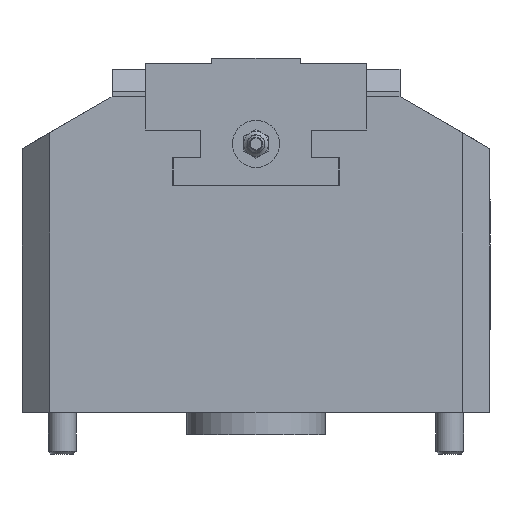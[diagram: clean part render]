
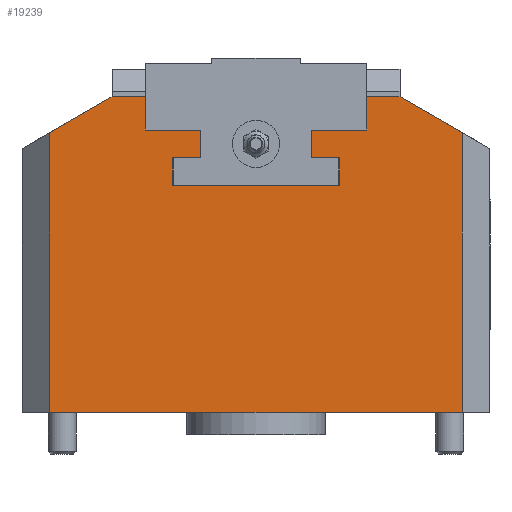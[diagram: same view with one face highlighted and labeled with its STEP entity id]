
A CAD part, front view. The second image highlights one B-rep face of the part: STEP entity #19239.
In plain terms, the highlighted planar face has unit normal (0, -1, 0).
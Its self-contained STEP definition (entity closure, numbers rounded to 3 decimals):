
#405=CARTESIAN_POINT('',(-20.,-125.0,39.));
#406=VERTEX_POINT('',#405);
#407=CARTESIAN_POINT('',(-40.0,-125.,39.));
#408=VERTEX_POINT('',#407);
#409=CARTESIAN_POINT('',(-20.,-125.,39.));
#410=DIRECTION('',(-1.0,0.0,0.0));
#411=VECTOR('',#410,20.0);
#412=LINE('',#409,#411);
#413=EDGE_CURVE('',#406,#408,#412,.T.);
#461=CARTESIAN_POINT('',(40.0,-125.0,51.));
#462=VERTEX_POINT('',#461);
#463=CARTESIAN_POINT('',(40.,-125.0,39.));
#464=VERTEX_POINT('',#463);
#465=CARTESIAN_POINT('',(40.0,-125.0,51.));
#466=DIRECTION('',(0.0,0.0,-1.0));
#467=VECTOR('',#466,12.0);
#468=LINE('',#465,#467);
#469=EDGE_CURVE('',#462,#464,#468,.T.);
#549=CARTESIAN_POINT('',(-20.0,-125.0,29.));
#550=VERTEX_POINT('',#549);
#559=CARTESIAN_POINT('',(-29.95,-125.0,29.));
#560=VERTEX_POINT('',#559);
#561=CARTESIAN_POINT('',(-29.95,-125.,29.));
#562=DIRECTION('',(1.0,0.0,0.0));
#563=VECTOR('',#562,9.95);
#564=LINE('',#561,#563);
#565=EDGE_CURVE('',#560,#550,#564,.T.);
#1743=CARTESIAN_POINT('',(-40.,-125.,51.));
#1744=VERTEX_POINT('',#1743);
#1745=CARTESIAN_POINT('',(-40.,-125.0,39.));
#1746=DIRECTION('',(0.0,0.0,1.0));
#1747=VECTOR('',#1746,12.);
#1748=LINE('',#1745,#1747);
#1749=EDGE_CURVE('',#408,#1744,#1748,.T.);
#1810=CARTESIAN_POINT('',(-29.95,-125.0,19.));
#1811=VERTEX_POINT('',#1810);
#1847=CARTESIAN_POINT('',(29.95,-125.0,19.));
#1848=VERTEX_POINT('',#1847);
#1849=CARTESIAN_POINT('',(29.95,-125.0,19.));
#1850=DIRECTION('',(-1.0,0.0,0.0));
#1851=VECTOR('',#1850,59.9);
#1852=LINE('',#1849,#1851);
#1853=EDGE_CURVE('',#1848,#1811,#1852,.T.);
#1888=CARTESIAN_POINT('',(29.95,-125.0,29.));
#1889=VERTEX_POINT('',#1888);
#1925=CARTESIAN_POINT('',(20.0,-125.0,29.));
#1926=VERTEX_POINT('',#1925);
#1958=CARTESIAN_POINT('',(20.,-125.0,29.));
#1959=DIRECTION('',(1.0,0.0,0.0));
#1960=VECTOR('',#1959,9.95);
#1961=LINE('',#1958,#1960);
#1962=EDGE_CURVE('',#1926,#1889,#1961,.T.);
#2003=CARTESIAN_POINT('',(20.0,-125.0,39.));
#2004=VERTEX_POINT('',#2003);
#2005=CARTESIAN_POINT('',(40.,-125.,39.));
#2006=DIRECTION('',(-1.0,0.0,0.0));
#2007=VECTOR('',#2006,20.);
#2008=LINE('',#2005,#2007);
#2009=EDGE_CURVE('',#464,#2004,#2008,.T.);
#2897=CARTESIAN_POINT('',(-30.0,-125.0,29.));
#2898=VERTEX_POINT('',#2897);
#2899=CARTESIAN_POINT('',(-30.,-125.,29.));
#2900=DIRECTION('',(1.0,0.0,0.0));
#2901=VECTOR('',#2900,0.05);
#2902=LINE('',#2899,#2901);
#2903=EDGE_CURVE('',#2898,#560,#2902,.T.);
#3542=CARTESIAN_POINT('',(-52.,-125.0,51.));
#3543=VERTEX_POINT('',#3542);
#3550=CARTESIAN_POINT('',(-52.,-125.,51.));
#3551=DIRECTION('',(1.0,0.0,0.0));
#3552=VECTOR('',#3551,12.0);
#3553=LINE('',#3550,#3552);
#3554=EDGE_CURVE('',#3543,#1744,#3553,.T.);
#3559=CARTESIAN_POINT('',(52.,-125.,51.));
#3560=VERTEX_POINT('',#3559);
#3561=CARTESIAN_POINT('',(40.0,-125.0,51.));
#3562=DIRECTION('',(1.0,0.0,0.0));
#3563=VECTOR('',#3562,12.);
#3564=LINE('',#3561,#3563);
#3565=EDGE_CURVE('',#462,#3560,#3564,.T.);
#18334=CARTESIAN_POINT('',(74.5,-125.,-63.0));
#18335=VERTEX_POINT('',#18334);
#18342=CARTESIAN_POINT('',(-74.5,-125.,-63.0));
#18343=VERTEX_POINT('',#18342);
#18344=CARTESIAN_POINT('',(-74.5,-125.,-63.0));
#18345=DIRECTION('',(1.0,0.0,0.0));
#18346=VECTOR('',#18345,149.);
#18347=LINE('',#18344,#18346);
#18348=EDGE_CURVE('',#18343,#18335,#18347,.T.);
#19145=CARTESIAN_POINT('',(107.703,-125.,51.));
#19146=DIRECTION('',(0.0,1.0,0.0));
#19147=DIRECTION('',(0.0,0.0,1.0));
#19148=AXIS2_PLACEMENT_3D('',#19145,#19146,#19147);
#19149=PLANE('',#19148);
#19150=CARTESIAN_POINT('',(74.5,-125.,38.01));
#19151=VERTEX_POINT('',#19150);
#19152=CARTESIAN_POINT('',(74.5,-125.,38.01));
#19153=DIRECTION('',(0.0,0.0,-1.0));
#19154=VECTOR('',#19153,101.01);
#19155=LINE('',#19152,#19154);
#19156=EDGE_CURVE('',#19151,#18335,#19155,.T.);
#19157=ORIENTED_EDGE('',*,*,#19156,.F.);
#19158=CARTESIAN_POINT('',(74.5,-125.,38.01));
#19159=DIRECTION('',(-0.866,0.0,0.5));
#19160=VECTOR('',#19159,25.981);
#19161=LINE('',#19158,#19160);
#19162=EDGE_CURVE('',#19151,#3560,#19161,.T.);
#19163=ORIENTED_EDGE('',*,*,#19162,.T.);
#19164=ORIENTED_EDGE('',*,*,#3565,.F.);
#19165=ORIENTED_EDGE('',*,*,#469,.T.);
#19166=ORIENTED_EDGE('',*,*,#2009,.T.);
#19167=CARTESIAN_POINT('',(20.0,-125.0,39.));
#19168=DIRECTION('',(0.0,0.0,-1.0));
#19169=VECTOR('',#19168,10.);
#19170=LINE('',#19167,#19169);
#19171=EDGE_CURVE('',#2004,#1926,#19170,.T.);
#19172=ORIENTED_EDGE('',*,*,#19171,.T.);
#19173=ORIENTED_EDGE('',*,*,#1962,.T.);
#19174=CARTESIAN_POINT('',(30.0,-125.0,29.));
#19175=VERTEX_POINT('',#19174);
#19176=CARTESIAN_POINT('',(29.95,-125.,29.));
#19177=DIRECTION('',(1.0,0.0,0.0));
#19178=VECTOR('',#19177,0.05);
#19179=LINE('',#19176,#19178);
#19180=EDGE_CURVE('',#1889,#19175,#19179,.T.);
#19181=ORIENTED_EDGE('',*,*,#19180,.T.);
#19182=CARTESIAN_POINT('',(30.,-125.0,19.));
#19183=VERTEX_POINT('',#19182);
#19184=CARTESIAN_POINT('',(30.,-125.0,29.));
#19185=DIRECTION('',(0.0,0.0,-1.0));
#19186=VECTOR('',#19185,10.0);
#19187=LINE('',#19184,#19186);
#19188=EDGE_CURVE('',#19175,#19183,#19187,.T.);
#19189=ORIENTED_EDGE('',*,*,#19188,.T.);
#19190=CARTESIAN_POINT('',(30.,-125.0,19.));
#19191=DIRECTION('',(-1.0,0.0,0.0));
#19192=VECTOR('',#19191,0.05);
#19193=LINE('',#19190,#19192);
#19194=EDGE_CURVE('',#19183,#1848,#19193,.T.);
#19195=ORIENTED_EDGE('',*,*,#19194,.T.);
#19196=ORIENTED_EDGE('',*,*,#1853,.T.);
#19197=CARTESIAN_POINT('',(-30.0,-125.0,19.));
#19198=VERTEX_POINT('',#19197);
#19199=CARTESIAN_POINT('',(-29.95,-125.,19.));
#19200=DIRECTION('',(-1.0,0.0,0.0));
#19201=VECTOR('',#19200,0.05);
#19202=LINE('',#19199,#19201);
#19203=EDGE_CURVE('',#1811,#19198,#19202,.T.);
#19204=ORIENTED_EDGE('',*,*,#19203,.T.);
#19205=CARTESIAN_POINT('',(-30.0,-125.0,19.));
#19206=DIRECTION('',(0.0,0.0,1.0));
#19207=VECTOR('',#19206,10.0);
#19208=LINE('',#19205,#19207);
#19209=EDGE_CURVE('',#19198,#2898,#19208,.T.);
#19210=ORIENTED_EDGE('',*,*,#19209,.T.);
#19211=ORIENTED_EDGE('',*,*,#2903,.T.);
#19212=ORIENTED_EDGE('',*,*,#565,.T.);
#19213=CARTESIAN_POINT('',(-20.,-125.0,29.));
#19214=DIRECTION('',(0.0,0.0,1.0));
#19215=VECTOR('',#19214,10.0);
#19216=LINE('',#19213,#19215);
#19217=EDGE_CURVE('',#550,#406,#19216,.T.);
#19218=ORIENTED_EDGE('',*,*,#19217,.T.);
#19219=ORIENTED_EDGE('',*,*,#413,.T.);
#19220=ORIENTED_EDGE('',*,*,#1749,.T.);
#19221=ORIENTED_EDGE('',*,*,#3554,.F.);
#19222=CARTESIAN_POINT('',(-74.5,-125.,38.01));
#19223=VERTEX_POINT('',#19222);
#19224=CARTESIAN_POINT('',(-52.,-125.,51.));
#19225=DIRECTION('',(-0.866,0.0,-0.5));
#19226=VECTOR('',#19225,25.981);
#19227=LINE('',#19224,#19226);
#19228=EDGE_CURVE('',#3543,#19223,#19227,.T.);
#19229=ORIENTED_EDGE('',*,*,#19228,.T.);
#19230=CARTESIAN_POINT('',(-74.5,-125.,-63.));
#19231=DIRECTION('',(0.0,0.0,1.0));
#19232=VECTOR('',#19231,101.01);
#19233=LINE('',#19230,#19232);
#19234=EDGE_CURVE('',#18343,#19223,#19233,.T.);
#19235=ORIENTED_EDGE('',*,*,#19234,.F.);
#19236=ORIENTED_EDGE('',*,*,#18348,.T.);
#19237=EDGE_LOOP('',(#19157,#19163,#19164,#19165,#19166,#19172,#19173,#19181,#19189,#19195,#19196,#19204,#19210,#19211,#19212,#19218,#19219,#19220,#19221,#19229,#19235,#19236));
#19238=FACE_OUTER_BOUND('',#19237,.T.);
#19239=ADVANCED_FACE('',(#19238),#19149,.F.);
